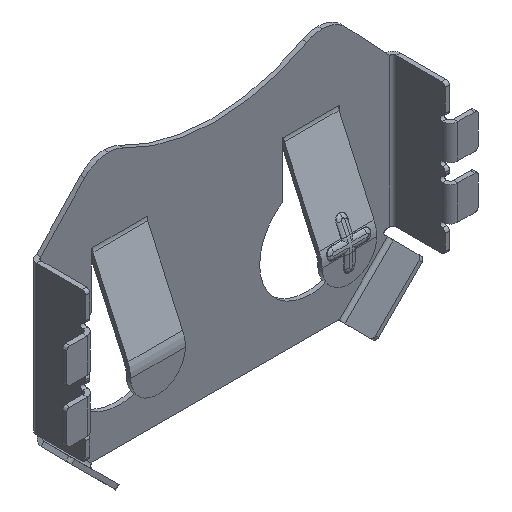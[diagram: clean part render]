
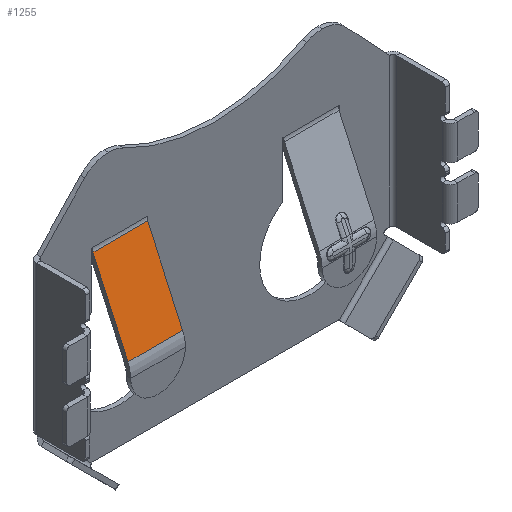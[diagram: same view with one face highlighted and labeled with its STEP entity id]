
A CAD part, isometric view. The second image highlights one B-rep face of the part: STEP entity #1255.
In plain terms, the highlighted planar face has unit normal (0, -0.912, 0.411).
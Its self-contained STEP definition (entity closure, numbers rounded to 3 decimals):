
#97 = CARTESIAN_POINT ( 'NONE',  ( -4., 1.263, -1.497 ) ) ;
#246 = ORIENTED_EDGE ( 'NONE', *, *, #6092, .F. ) ;
#988 = LINE ( 'NONE', #3535, #5064 ) ;
#1018 = DIRECTION ( 'NONE',  ( 0., -0.912, 0.411 ) ) ;
#1255 = ADVANCED_FACE ( 'NONE', ( #6112 ), #6777, .T. ) ;
#1405 = CARTESIAN_POINT ( 'NONE',  ( -7.2, 3.306, 3.035 ) ) ;
#1553 = VERTEX_POINT ( 'NONE', #97 ) ;
#1819 = CARTESIAN_POINT ( 'NONE',  ( -7.2, 1.263, -1.497 ) ) ;
#2358 = ORIENTED_EDGE ( 'NONE', *, *, #3536, .T. ) ;
#2478 = CARTESIAN_POINT ( 'NONE',  ( -4., 3.306, 3.035 ) ) ;
#2649 = LINE ( 'NONE', #1405, #3487 ) ;
#3386 = CARTESIAN_POINT ( 'NONE',  ( -7.2, 3.306, 3.035 ) ) ;
#3487 = VECTOR ( 'NONE', #3947, 1000. ) ;
#3535 = CARTESIAN_POINT ( 'NONE',  ( -4., 3.306, 3.035 ) ) ;
#3536 = EDGE_CURVE ( 'NONE', #1553, #6430, #988, .T. ) ;
#3947 = DIRECTION ( 'NONE',  ( 1., 0., 0. ) ) ;
#4370 = EDGE_CURVE ( 'NONE', #5845, #7592, #6350, .T. ) ;
#4592 = EDGE_CURVE ( 'NONE', #5845, #1553, #5343, .T. ) ;
#5064 = VECTOR ( 'NONE', #7366, 1000. ) ;
#5343 = LINE ( 'NONE', #7369, #6806 ) ;
#5496 = CARTESIAN_POINT ( 'NONE',  ( -7.2, 3.306, 3.035 ) ) ;
#5548 = AXIS2_PLACEMENT_3D ( 'NONE', #5496, #1018, #7276 ) ;
#5845 = VERTEX_POINT ( 'NONE', #1819 ) ;
#6010 = EDGE_LOOP ( 'NONE', ( #2358, #246, #6101, #7262 ) ) ;
#6092 = EDGE_CURVE ( 'NONE', #7592, #6430, #2649, .T. ) ;
#6101 = ORIENTED_EDGE ( 'NONE', *, *, #4370, .F. ) ;
#6112 = FACE_OUTER_BOUND ( 'NONE', #6010, .T. ) ;
#6350 = LINE ( 'NONE', #6841, #7058 ) ;
#6430 = VERTEX_POINT ( 'NONE', #2478 ) ;
#6777 = PLANE ( 'NONE',  #5548 ) ;
#6806 = VECTOR ( 'NONE', #7323, 1000. ) ;
#6841 = CARTESIAN_POINT ( 'NONE',  ( -7.2, 3.306, 3.035 ) ) ;
#6960 = DIRECTION ( 'NONE',  ( 0., 0.411, 0.912 ) ) ;
#7058 = VECTOR ( 'NONE', #6960, 1000. ) ;
#7262 = ORIENTED_EDGE ( 'NONE', *, *, #4592, .T. ) ;
#7276 = DIRECTION ( 'NONE',  ( 0., -0.411, -0.912 ) ) ;
#7323 = DIRECTION ( 'NONE',  ( 1., 0., 0. ) ) ;
#7366 = DIRECTION ( 'NONE',  ( 0., 0.411, 0.912 ) ) ;
#7369 = CARTESIAN_POINT ( 'NONE',  ( -7.2, 1.263, -1.497 ) ) ;
#7592 = VERTEX_POINT ( 'NONE', #3386 ) ;
